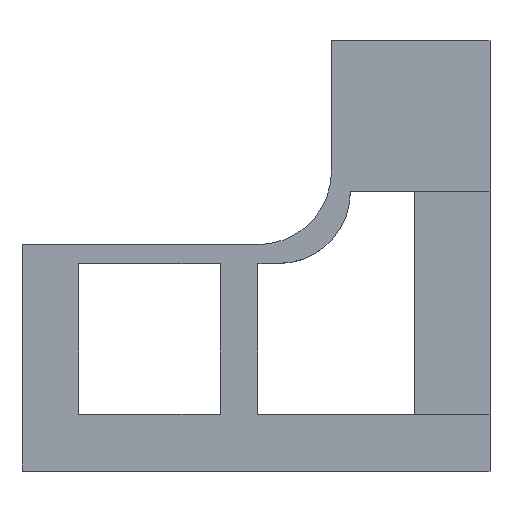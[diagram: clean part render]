
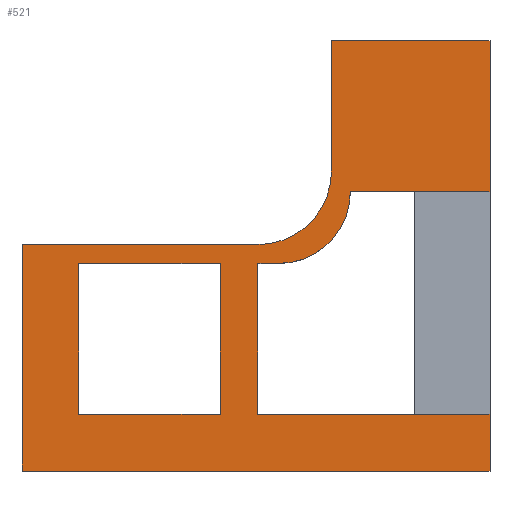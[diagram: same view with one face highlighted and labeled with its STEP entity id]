
A CAD part, top view. The second image highlights one B-rep face of the part: STEP entity #521.
In plain terms, the highlighted planar face has unit normal (0, 0, 1).
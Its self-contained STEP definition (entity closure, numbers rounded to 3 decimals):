
#15=FACE_BOUND('',#70,.T.);
#20=CIRCLE('',#555,1.95);
#21=CIRCLE('',#560,1.9);
#45=FACE_OUTER_BOUND('',#69,.T.);
#69=EDGE_LOOP('',(#459,#460,#461,#462,#463,#464,#465,#466,#467,#468,#469,
#470,#471));
#70=EDGE_LOOP('',(#472,#473,#474,#475));
#71=LINE('',#695,#140);
#75=LINE('',#704,#144);
#81=LINE('',#715,#150);
#86=LINE('',#724,#155);
#119=LINE('',#794,#188);
#121=LINE('',#798,#190);
#124=LINE('',#803,#193);
#126=LINE('',#806,#195);
#127=LINE('',#809,#196);
#130=LINE('',#817,#199);
#132=LINE('',#820,#201);
#133=LINE('',#823,#202);
#136=LINE('',#831,#205);
#138=LINE('',#833,#207);
#139=LINE('',#835,#208);
#140=VECTOR('',#568,10.);
#144=VECTOR('',#574,10.);
#150=VECTOR('',#584,10.);
#155=VECTOR('',#589,10.);
#188=VECTOR('',#644,10.);
#190=VECTOR('',#648,10.);
#193=VECTOR('',#651,10.);
#195=VECTOR('',#655,10.);
#196=VECTOR('',#658,10.);
#199=VECTOR('',#667,10.);
#201=VECTOR('',#671,10.);
#202=VECTOR('',#674,10.);
#205=VECTOR('',#683,10.);
#207=VECTOR('',#685,10.);
#208=VECTOR('',#688,10.);
#209=VERTEX_POINT('',#693);
#210=VERTEX_POINT('',#694);
#213=VERTEX_POINT('',#702);
#214=VERTEX_POINT('',#703);
#217=VERTEX_POINT('',#714);
#221=VERTEX_POINT('',#722);
#246=VERTEX_POINT('',#791);
#247=VERTEX_POINT('',#793);
#248=VERTEX_POINT('',#797);
#249=VERTEX_POINT('',#800);
#250=VERTEX_POINT('',#802);
#251=VERTEX_POINT('',#808);
#252=VERTEX_POINT('',#812);
#253=VERTEX_POINT('',#816);
#254=VERTEX_POINT('',#822);
#255=VERTEX_POINT('',#826);
#256=VERTEX_POINT('',#830);
#257=EDGE_CURVE('',#209,#210,#71,.T.);
#261=EDGE_CURVE('',#213,#214,#75,.T.);
#267=EDGE_CURVE('',#217,#210,#81,.T.);
#272=EDGE_CURVE('',#214,#221,#86,.T.);
#307=EDGE_CURVE('',#247,#246,#119,.T.);
#309=EDGE_CURVE('',#248,#217,#121,.T.);
#312=EDGE_CURVE('',#250,#249,#124,.T.);
#314=EDGE_CURVE('',#246,#248,#126,.T.);
#315=EDGE_CURVE('',#251,#247,#127,.T.);
#317=EDGE_CURVE('',#252,#251,#20,.T.);
#319=EDGE_CURVE('',#253,#252,#130,.T.);
#321=EDGE_CURVE('',#249,#253,#132,.T.);
#322=EDGE_CURVE('',#254,#250,#133,.T.);
#324=EDGE_CURVE('',#255,#254,#21,.T.);
#326=EDGE_CURVE('',#256,#213,#136,.T.);
#328=EDGE_CURVE('',#209,#255,#138,.T.);
#329=EDGE_CURVE('',#221,#256,#139,.T.);
#459=ORIENTED_EDGE('',*,*,#257,.F.);
#460=ORIENTED_EDGE('',*,*,#328,.T.);
#461=ORIENTED_EDGE('',*,*,#324,.T.);
#462=ORIENTED_EDGE('',*,*,#322,.T.);
#463=ORIENTED_EDGE('',*,*,#312,.T.);
#464=ORIENTED_EDGE('',*,*,#321,.T.);
#465=ORIENTED_EDGE('',*,*,#319,.T.);
#466=ORIENTED_EDGE('',*,*,#317,.T.);
#467=ORIENTED_EDGE('',*,*,#315,.T.);
#468=ORIENTED_EDGE('',*,*,#307,.T.);
#469=ORIENTED_EDGE('',*,*,#314,.T.);
#470=ORIENTED_EDGE('',*,*,#309,.T.);
#471=ORIENTED_EDGE('',*,*,#267,.T.);
#472=ORIENTED_EDGE('',*,*,#272,.T.);
#473=ORIENTED_EDGE('',*,*,#329,.T.);
#474=ORIENTED_EDGE('',*,*,#326,.T.);
#475=ORIENTED_EDGE('',*,*,#261,.T.);
#497=PLANE('',#563);
#521=ADVANCED_FACE('',(#45,#15),#497,.T.);
#555=AXIS2_PLACEMENT_3D('',#813,#662,#663);
#560=AXIS2_PLACEMENT_3D('',#827,#678,#679);
#563=AXIS2_PLACEMENT_3D('',#836,#689,#690);
#568=DIRECTION('',(0.,-1.,0.));
#574=DIRECTION('',(0.,-1.,0.));
#584=DIRECTION('',(-1.,0.,0.));
#589=DIRECTION('',(-1.,0.,0.));
#644=DIRECTION('',(0.,-1.,0.));
#648=DIRECTION('',(0.,1.,0.));
#651=DIRECTION('',(0.,1.,0.));
#655=DIRECTION('',(1.,0.,0.));
#658=DIRECTION('',(-1.,0.,0.));
#662=DIRECTION('center_axis',(0.,0.,-1.));
#663=DIRECTION('ref_axis',(0.,-1.,0.));
#667=DIRECTION('',(0.,-1.,0.));
#671=DIRECTION('',(-1.,0.,0.));
#674=DIRECTION('',(1.,0.,0.));
#678=DIRECTION('center_axis',(0.,0.,1.));
#679=DIRECTION('ref_axis',(0.,-1.,0.));
#683=DIRECTION('',(1.,0.,0.));
#685=DIRECTION('',(1.,0.,0.));
#688=DIRECTION('',(0.,1.,0.));
#689=DIRECTION('center_axis',(0.,0.,1.));
#690=DIRECTION('ref_axis',(1.,0.,0.));
#693=CARTESIAN_POINT('',(4.75,4.,2.5));
#694=CARTESIAN_POINT('',(4.75,0.,2.5));
#695=CARTESIAN_POINT('',(4.75,4.5,2.5));
#702=CARTESIAN_POINT('',(3.75,4.,2.5));
#703=CARTESIAN_POINT('',(3.75,0.,2.5));
#704=CARTESIAN_POINT('',(3.75,4.5,2.5));
#714=CARTESIAN_POINT('',(10.9,0.,2.5));
#715=CARTESIAN_POINT('',(0.,0.,2.5));
#722=CARTESIAN_POINT('',(0.,0.,2.5));
#724=CARTESIAN_POINT('',(0.,0.,2.5));
#791=CARTESIAN_POINT('',(-1.5,-1.5,2.5));
#793=CARTESIAN_POINT('',(-1.5,4.5,2.5));
#794=CARTESIAN_POINT('',(-1.5,-1.5,2.5));
#797=CARTESIAN_POINT('',(10.9,-1.5,2.5));
#798=CARTESIAN_POINT('',(10.9,0.,2.5));
#800=CARTESIAN_POINT('',(10.9,9.9,2.5));
#802=CARTESIAN_POINT('',(10.9,5.9,2.5));
#803=CARTESIAN_POINT('',(10.9,5.9,2.5));
#806=CARTESIAN_POINT('',(10.9,-1.5,2.5));
#808=CARTESIAN_POINT('',(4.75,4.5,2.5));
#809=CARTESIAN_POINT('',(4.75,4.5,2.5));
#812=CARTESIAN_POINT('',(6.7,6.45,2.5));
#813=CARTESIAN_POINT('Origin',(4.75,6.45,2.5));
#816=CARTESIAN_POINT('',(6.7,9.9,2.5));
#817=CARTESIAN_POINT('',(6.7,6.45,2.5));
#820=CARTESIAN_POINT('',(6.7,9.9,2.5));
#822=CARTESIAN_POINT('',(7.2,5.9,2.5));
#823=CARTESIAN_POINT('',(7.2,5.9,2.5));
#826=CARTESIAN_POINT('',(5.3,4.,2.5));
#827=CARTESIAN_POINT('Origin',(5.3,5.9,2.5));
#830=CARTESIAN_POINT('',(0.,4.,2.5));
#831=CARTESIAN_POINT('',(0.,4.,2.5));
#833=CARTESIAN_POINT('',(0.,4.,2.5));
#835=CARTESIAN_POINT('',(0.,0.,2.5));
#836=CARTESIAN_POINT('Origin',(4.7,4.2,2.5));
